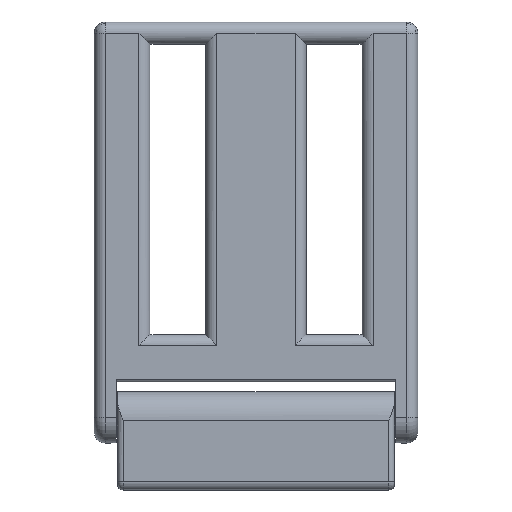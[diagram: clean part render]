
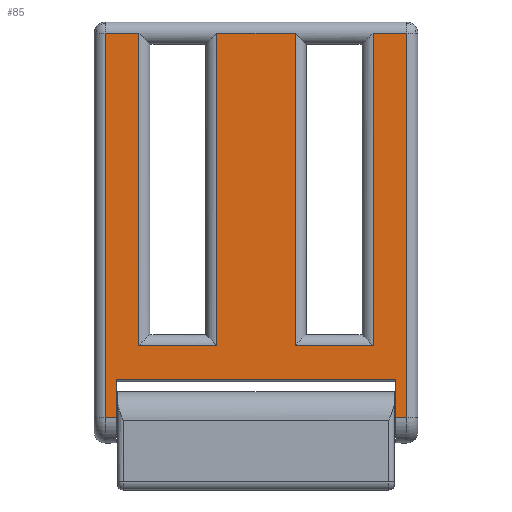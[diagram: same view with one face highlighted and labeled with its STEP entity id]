
A CAD part, front view. The second image highlights one B-rep face of the part: STEP entity #85.
In plain terms, the highlighted planar face has unit normal (0, -1, 0).
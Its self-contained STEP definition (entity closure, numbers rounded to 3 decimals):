
#3 = CARTESIAN_POINT ( 'NONE',  ( 54., -4.59, 6.877 ) ) ;
#11 = VECTOR ( 'NONE', #1114, 1000. ) ;
#12 = CARTESIAN_POINT ( 'NONE',  ( 54., -4.59, 6.877 ) ) ;
#32 = CARTESIAN_POINT ( 'NONE',  ( 50., -4.59, 68.852 ) ) ;
#37 = CARTESIAN_POINT ( 'NONE',  ( 4., -4.59, 0. ) ) ;
#53 = VERTEX_POINT ( 'NONE', #123 ) ;
#76 = LINE ( 'NONE', #93, #1476 ) ;
#81 = EDGE_CURVE ( 'NONE', #2316, #177, #76, .T. ) ;
#85 = ADVANCED_FACE ( 'NONE', ( #1394 ), #2267, .F. ) ;
#93 = CARTESIAN_POINT ( 'NONE',  ( 48., -4.59, 68.852 ) ) ;
#98 = ORIENTED_EDGE ( 'NONE', *, *, #1111, .T. ) ;
#122 = LINE ( 'NONE', #2139, #156 ) ;
#123 = CARTESIAN_POINT ( 'NONE',  ( 36., -4.59, 68.852 ) ) ;
#136 = LINE ( 'NONE', #312, #1122 ) ;
#155 = EDGE_CURVE ( 'NONE', #296, #1008, #136, .T. ) ;
#156 = VECTOR ( 'NONE', #1381, 1000. ) ;
#177 = VERTEX_POINT ( 'NONE', #2350 ) ;
#233 = CARTESIAN_POINT ( 'NONE',  ( 8., -4.59, 68.852 ) ) ;
#240 = CARTESIAN_POINT ( 'NONE',  ( 54., -4.59, 0. ) ) ;
#260 = ORIENTED_EDGE ( 'NONE', *, *, #1126, .T. ) ;
#284 = EDGE_CURVE ( 'NONE', #932, #1771, #2234, .T. ) ;
#296 = VERTEX_POINT ( 'NONE', #576 ) ;
#306 = VERTEX_POINT ( 'NONE', #2056 ) ;
#312 = CARTESIAN_POINT ( 'NONE',  ( 38., -4.59, 12.852 ) ) ;
#328 = LINE ( 'NONE', #692, #1087 ) ;
#338 = DIRECTION ( 'NONE',  ( 0., 0., -1. ) ) ;
#344 = EDGE_CURVE ( 'NONE', #1093, #1934, #1403, .T. ) ;
#348 = LINE ( 'NONE', #1307, #2311 ) ;
#353 = ORIENTED_EDGE ( 'NONE', *, *, #2175, .F. ) ;
#363 = VERTEX_POINT ( 'NONE', #1430 ) ;
#375 = EDGE_LOOP ( 'NONE', ( #402, #98, #1046, #353, #1878, #2037, #260, #1245, #685, #1966, #2164, #1893, #1942, #849, #1999, #1165 ) ) ;
#378 = VERTEX_POINT ( 'NONE', #486 ) ;
#382 = VECTOR ( 'NONE', #2069, 1000. ) ;
#391 = VERTEX_POINT ( 'NONE', #2335 ) ;
#402 = ORIENTED_EDGE ( 'NONE', *, *, #284, .F. ) ;
#409 = LINE ( 'NONE', #1845, #11 ) ;
#426 = DIRECTION ( 'NONE',  ( 0., 0., 1. ) ) ;
#472 = CARTESIAN_POINT ( 'NONE',  ( 8., -4.59, 68.852 ) ) ;
#486 = CARTESIAN_POINT ( 'NONE',  ( 22., -4.59, 12.852 ) ) ;
#494 = DIRECTION ( 'NONE',  ( 1., 0., 0. ) ) ;
#515 = EDGE_CURVE ( 'NONE', #1905, #363, #1889, .T. ) ;
#564 = CARTESIAN_POINT ( 'NONE',  ( 8., -4.59, 12.852 ) ) ;
#565 = CARTESIAN_POINT ( 'NONE',  ( 56., -4.59, 0. ) ) ;
#574 = VECTOR ( 'NONE', #1216, 1000. ) ;
#576 = CARTESIAN_POINT ( 'NONE',  ( 36., -4.59, 12.852 ) ) ;
#611 = EDGE_CURVE ( 'NONE', #1771, #306, #122, .T. ) ;
#613 = DIRECTION ( 'NONE',  ( 0., 0., -1. ) ) ;
#674 = CARTESIAN_POINT ( 'NONE',  ( 4., -4.59, 6.877 ) ) ;
#685 = ORIENTED_EDGE ( 'NONE', *, *, #1634, .T. ) ;
#692 = CARTESIAN_POINT ( 'NONE',  ( 22., -4.59, 0. ) ) ;
#695 = EDGE_CURVE ( 'NONE', #53, #391, #348, .T. ) ;
#699 = CARTESIAN_POINT ( 'NONE',  ( 50., -4.59, 12.852 ) ) ;
#701 = CARTESIAN_POINT ( 'NONE',  ( 56., -4.59, 68.852 ) ) ;
#706 = LINE ( 'NONE', #2354, #790 ) ;
#720 = EDGE_CURVE ( 'NONE', #378, #1093, #1997, .T. ) ;
#738 = DIRECTION ( 'NONE',  ( 1., 0., 0. ) ) ;
#739 = CARTESIAN_POINT ( 'NONE',  ( 58., -4.59, 68.852 ) ) ;
#751 = DIRECTION ( 'NONE',  ( -1., 0., 0. ) ) ;
#772 = DIRECTION ( 'NONE',  ( 0., 0., 1. ) ) ;
#778 = EDGE_CURVE ( 'NONE', #391, #378, #328, .T. ) ;
#790 = VECTOR ( 'NONE', #1450, 1000. ) ;
#794 = CARTESIAN_POINT ( 'NONE',  ( 50., -4.59, 0. ) ) ;
#849 = ORIENTED_EDGE ( 'NONE', *, *, #1617, .T. ) ;
#932 = VERTEX_POINT ( 'NONE', #674 ) ;
#949 = DIRECTION ( 'NONE',  ( -1., 0., 0. ) ) ;
#1008 = VERTEX_POINT ( 'NONE', #699 ) ;
#1046 = ORIENTED_EDGE ( 'NONE', *, *, #515, .T. ) ;
#1087 = VECTOR ( 'NONE', #338, 1000. ) ;
#1093 = VERTEX_POINT ( 'NONE', #564 ) ;
#1106 = DIRECTION ( 'NONE',  ( 0., 0., 1. ) ) ;
#1111 = EDGE_CURVE ( 'NONE', #932, #1905, #1474, .T. ) ;
#1114 = DIRECTION ( 'NONE',  ( 0., 0., -1. ) ) ;
#1116 = CARTESIAN_POINT ( 'NONE',  ( 20., -4.59, 12.852 ) ) ;
#1122 = VECTOR ( 'NONE', #494, 1000. ) ;
#1126 = EDGE_CURVE ( 'NONE', #2316, #1008, #2029, .T. ) ;
#1165 = ORIENTED_EDGE ( 'NONE', *, *, #611, .F. ) ;
#1216 = DIRECTION ( 'NONE',  ( 0., 0., 1. ) ) ;
#1245 = ORIENTED_EDGE ( 'NONE', *, *, #155, .F. ) ;
#1289 = DIRECTION ( 'NONE',  ( -1., 0., 0. ) ) ;
#1307 = CARTESIAN_POINT ( 'NONE',  ( 58., -4.59, 68.852 ) ) ;
#1350 = CARTESIAN_POINT ( 'NONE',  ( 58., -4.59, 0. ) ) ;
#1381 = DIRECTION ( 'NONE',  ( -1., 0., 0. ) ) ;
#1394 = FACE_OUTER_BOUND ( 'NONE', #375, .T. ) ;
#1403 = LINE ( 'NONE', #472, #574 ) ;
#1430 = CARTESIAN_POINT ( 'NONE',  ( 54., -4.59, 0. ) ) ;
#1450 = DIRECTION ( 'NONE',  ( -1., 0., 0. ) ) ;
#1454 = EDGE_CURVE ( 'NONE', #1522, #177, #1650, .T. ) ;
#1474 = LINE ( 'NONE', #3, #2033 ) ;
#1476 = VECTOR ( 'NONE', #1544, 1000. ) ;
#1510 = VECTOR ( 'NONE', #1289, 1000. ) ;
#1522 = VERTEX_POINT ( 'NONE', #565 ) ;
#1544 = DIRECTION ( 'NONE',  ( 1., 0., 0. ) ) ;
#1554 = EDGE_CURVE ( 'NONE', #1897, #306, #409, .T. ) ;
#1561 = DIRECTION ( 'NONE',  ( 0., 1., 0. ) ) ;
#1617 = EDGE_CURVE ( 'NONE', #1934, #1897, #2048, .T. ) ;
#1634 = EDGE_CURVE ( 'NONE', #296, #53, #1695, .T. ) ;
#1650 = LINE ( 'NONE', #701, #1854 ) ;
#1695 = LINE ( 'NONE', #2070, #2329 ) ;
#1771 = VERTEX_POINT ( 'NONE', #1808 ) ;
#1808 = CARTESIAN_POINT ( 'NONE',  ( 4., -4.59, 0. ) ) ;
#1845 = CARTESIAN_POINT ( 'NONE',  ( 2., -4.59, 0. ) ) ;
#1854 = VECTOR ( 'NONE', #1106, 1000. ) ;
#1856 = DIRECTION ( 'NONE',  ( 0., 0., -1. ) ) ;
#1876 = AXIS2_PLACEMENT_3D ( 'NONE', #1350, #1561, #426 ) ;
#1878 = ORIENTED_EDGE ( 'NONE', *, *, #1454, .T. ) ;
#1889 = LINE ( 'NONE', #240, #1992 ) ;
#1893 = ORIENTED_EDGE ( 'NONE', *, *, #720, .T. ) ;
#1897 = VERTEX_POINT ( 'NONE', #2042 ) ;
#1905 = VERTEX_POINT ( 'NONE', #12 ) ;
#1934 = VERTEX_POINT ( 'NONE', #233 ) ;
#1942 = ORIENTED_EDGE ( 'NONE', *, *, #344, .T. ) ;
#1966 = ORIENTED_EDGE ( 'NONE', *, *, #695, .T. ) ;
#1992 = VECTOR ( 'NONE', #1856, 1000. ) ;
#1997 = LINE ( 'NONE', #1116, #1510 ) ;
#1999 = ORIENTED_EDGE ( 'NONE', *, *, #1554, .T. ) ;
#2029 = LINE ( 'NONE', #794, #382 ) ;
#2033 = VECTOR ( 'NONE', #738, 1000. ) ;
#2037 = ORIENTED_EDGE ( 'NONE', *, *, #81, .F. ) ;
#2042 = CARTESIAN_POINT ( 'NONE',  ( 2., -4.59, 68.852 ) ) ;
#2048 = LINE ( 'NONE', #739, #2199 ) ;
#2056 = CARTESIAN_POINT ( 'NONE',  ( 2., -4.59, 0. ) ) ;
#2069 = DIRECTION ( 'NONE',  ( 0., 0., -1. ) ) ;
#2070 = CARTESIAN_POINT ( 'NONE',  ( 36., -4.59, 68.852 ) ) ;
#2139 = CARTESIAN_POINT ( 'NONE',  ( 58., -4.59, 0. ) ) ;
#2164 = ORIENTED_EDGE ( 'NONE', *, *, #778, .T. ) ;
#2175 = EDGE_CURVE ( 'NONE', #1522, #363, #706, .T. ) ;
#2199 = VECTOR ( 'NONE', #949, 1000. ) ;
#2224 = VECTOR ( 'NONE', #613, 1000. ) ;
#2234 = LINE ( 'NONE', #37, #2224 ) ;
#2267 = PLANE ( 'NONE',  #1876 ) ;
#2311 = VECTOR ( 'NONE', #751, 1000. ) ;
#2316 = VERTEX_POINT ( 'NONE', #32 ) ;
#2329 = VECTOR ( 'NONE', #772, 1000. ) ;
#2335 = CARTESIAN_POINT ( 'NONE',  ( 22., -4.59, 68.852 ) ) ;
#2350 = CARTESIAN_POINT ( 'NONE',  ( 56., -4.59, 68.852 ) ) ;
#2354 = CARTESIAN_POINT ( 'NONE',  ( 58., -4.59, 0. ) ) ;
